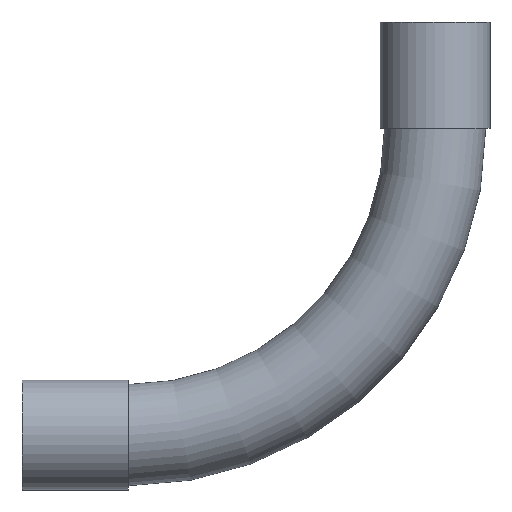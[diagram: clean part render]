
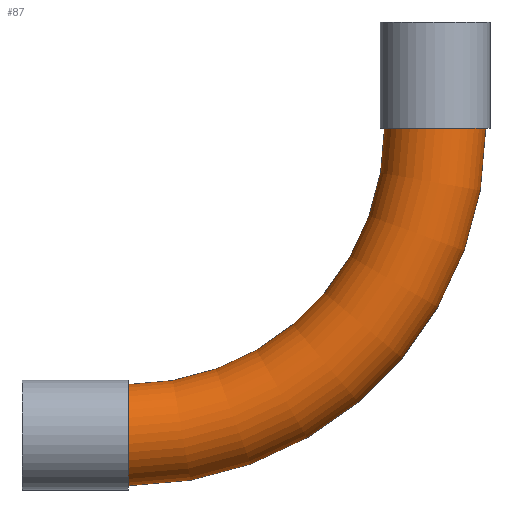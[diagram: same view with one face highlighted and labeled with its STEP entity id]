
A CAD part, front view. The second image highlights one B-rep face of the part: STEP entity #87.
In plain terms, the highlighted toroidal (fillet/blend) face has major radius 150 mm and minor radius 24.75 mm.
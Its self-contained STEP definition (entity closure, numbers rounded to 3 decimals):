
#10 = VERTEX_POINT ( 'NONE', #215 ) ;
#31 = AXIS2_PLACEMENT_3D ( 'NONE', #402, #113, #456 ) ;
#52 = DIRECTION ( 'NONE',  ( 1., 0., 0. ) ) ;
#69 = AXIS2_PLACEMENT_3D ( 'NONE', #556, #410, #510 ) ;
#87 = ADVANCED_FACE ( 'NONE', ( #620 ), #367, .T. ) ;
#98 = DIRECTION ( 'NONE',  ( -1., 0., 0. ) ) ;
#113 = DIRECTION ( 'NONE',  ( 0., -1., 0. ) ) ;
#175 = VERTEX_POINT ( 'NONE', #469 ) ;
#186 = CIRCLE ( 'NONE', #31, 174.75 ) ;
#214 = ORIENTED_EDGE ( 'NONE', *, *, #454, .F. ) ;
#215 = CARTESIAN_POINT ( 'NONE',  ( 0., 0., -174.75 ) ) ;
#258 = VERTEX_POINT ( 'NONE', #383 ) ;
#269 = CIRCLE ( 'NONE', #552, 24.75 ) ;
#271 = AXIS2_PLACEMENT_3D ( 'NONE', #638, #345, #52 ) ;
#295 = DIRECTION ( 'NONE',  ( 0., -1., 0. ) ) ;
#307 = ORIENTED_EDGE ( 'NONE', *, *, #422, .F. ) ;
#345 = DIRECTION ( 'NONE',  ( 0., 0., 1. ) ) ;
#353 = CIRCLE ( 'NONE', #271, 24.75 ) ;
#367 = TOROIDAL_SURFACE ( 'NONE', #69, 150., 24.75 ) ;
#383 = CARTESIAN_POINT ( 'NONE',  ( 174.75, 0., 0. ) ) ;
#390 = CARTESIAN_POINT ( 'NONE',  ( 0., 0., -150. ) ) ;
#397 = CARTESIAN_POINT ( 'NONE',  ( 0., 0., -125.25 ) ) ;
#402 = CARTESIAN_POINT ( 'NONE',  ( 0., 0., 0. ) ) ;
#410 = DIRECTION ( 'NONE',  ( 0., -1., 0. ) ) ;
#411 = ORIENTED_EDGE ( 'NONE', *, *, #492, .T. ) ;
#413 = EDGE_CURVE ( 'NONE', #10, #462, #269, .T. ) ;
#421 = EDGE_LOOP ( 'NONE', ( #522, #411, #214, #307 ) ) ;
#422 = EDGE_CURVE ( 'NONE', #462, #175, #621, .T. ) ;
#440 = DIRECTION ( 'NONE',  ( 0., 0., -1. ) ) ;
#454 = EDGE_CURVE ( 'NONE', #175, #258, #353, .T. ) ;
#456 = DIRECTION ( 'NONE',  ( 0., 0., -1. ) ) ;
#462 = VERTEX_POINT ( 'NONE', #397 ) ;
#469 = CARTESIAN_POINT ( 'NONE',  ( 125.25, 0., 0. ) ) ;
#492 = EDGE_CURVE ( 'NONE', #10, #258, #186, .T. ) ;
#510 = DIRECTION ( 'NONE',  ( 0., 0., -1. ) ) ;
#522 = ORIENTED_EDGE ( 'NONE', *, *, #413, .F. ) ;
#552 = AXIS2_PLACEMENT_3D ( 'NONE', #390, #98, #440 ) ;
#556 = CARTESIAN_POINT ( 'NONE',  ( 0., 0., 0. ) ) ;
#575 = AXIS2_PLACEMENT_3D ( 'NONE', #588, #295, #634 ) ;
#588 = CARTESIAN_POINT ( 'NONE',  ( 0., 0., 0. ) ) ;
#620 = FACE_OUTER_BOUND ( 'NONE', #421, .T. ) ;
#621 = CIRCLE ( 'NONE', #575, 125.25 ) ;
#634 = DIRECTION ( 'NONE',  ( 0., 0., -1. ) ) ;
#638 = CARTESIAN_POINT ( 'NONE',  ( 150., 0., 0. ) ) ;
